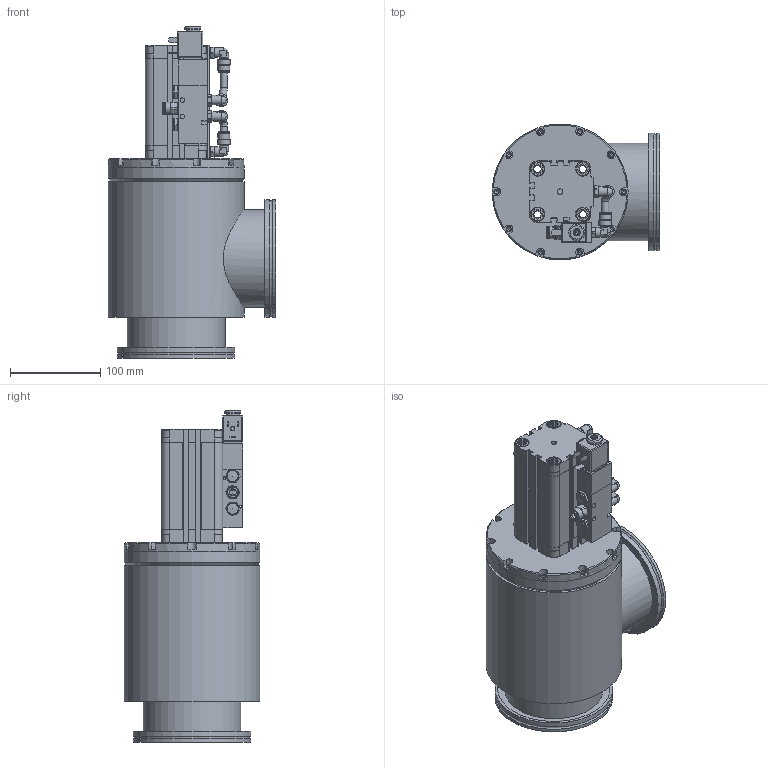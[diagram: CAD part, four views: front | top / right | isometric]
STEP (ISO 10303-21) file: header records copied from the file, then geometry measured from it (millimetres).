
FILE_DESCRIPTION(('STEP AP242'), '1');
FILE_NAME('櫻蠉錪', '', ('UNSPECIFIED'), ('UNSPECIFIED'), 'C3D Converter', 'C3D Toolkit', '');
FILE_SCHEMA(('AP242_MANAGED_MODEL_BASED_3D_ENGINEERING_MIM_LF { 1 0 10303 442 1 1 4 }'));
Length unit declared in the file: millimetre
Bounding box: 185 x 150 x 366.9 mm (x, y, z)
Surface area: 350819.6 mm2 (no closed solid volume)
Topology: 0 solids, 41 shells, 735 faces, 2139 edges, 1431 vertices
Faces by surface type: plane 404, cylinder 215, cone 92, torus 14, sphere 6, bspline 4
Full cylindrical faces by diameter (mm): 3.2 x2, 4.134 x12, 5 x2, 6 x11, 7.3 x1, 8 x14, 10.5 x8, 11 x8, 11.8 x5, 12.7 x4, 13 x8, 13.4 x1, 13.5 x4, 13.7 x1, 14 x4, 14.5 x1, 15 x1, 16.3 x1, 18 x1, 102 x5, 108 x2, 124 x1, 125 x1, 130 x4, 132 x1, 143 x1, 144 x1, 150 x3
Entity records: 34239 total; most frequent: CARTESIAN_POINT 9765, DIRECTION 3895, ORIENTED_EDGE 3270, EDGE_CURVE 1935, VERTEX_POINT 1418, AXIS2_PLACEMENT_3D 1394, LINE 1107, VECTOR 1107
